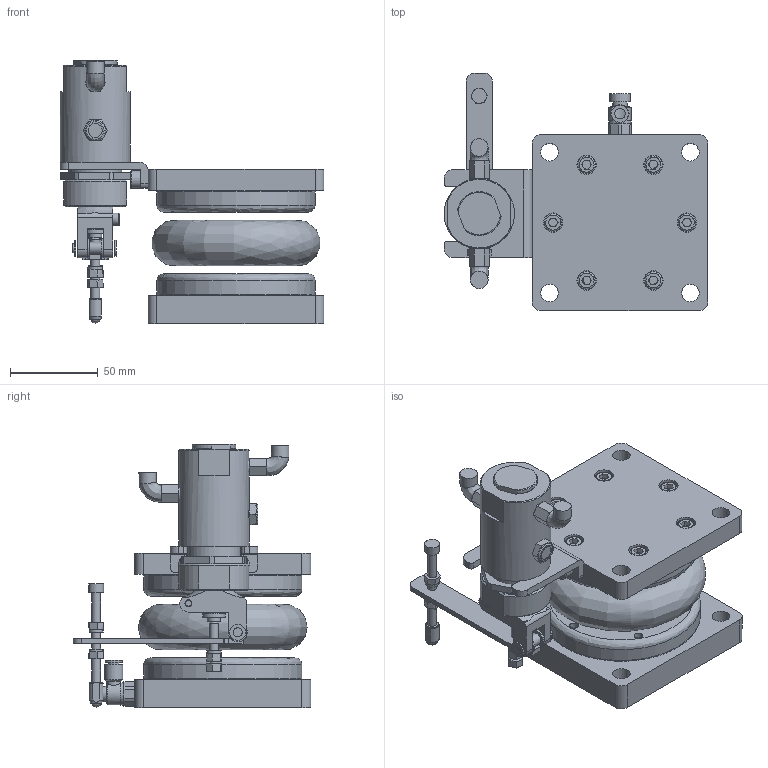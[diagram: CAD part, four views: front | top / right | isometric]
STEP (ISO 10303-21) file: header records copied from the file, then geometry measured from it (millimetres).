
FILE_DESCRIPTION (( 'STEP AP203' ), '1' );
FILE_NAME ('516455.STEP', '2025-01-03T04:03:41', ( 'Windows User' ), ( 'P R C' ), 'SwSTEP 2.0', 'SolidWorks 2020', '' );
FILE_SCHEMA (( 'CONFIG_CONTROL_DESIGN' ));
Length unit declared in the file: millimetre
Products named in the file (1): 516455
Bounding box: 150 x 135 x 150 mm (x, y, z)
Surface area: 119685.3 mm2 (no closed solid volume)
Topology: 0 solids, 57 shells, 493 faces, 1360 edges, 943 vertices
Faces by surface type: plane 299, cylinder 121, cone 43, bspline 29, torus 1
Full cylindrical faces by diameter (mm): 4 x1, 5 x18, 6 x1, 7 x2, 7.5 x1, 8 x4, 8.1 x1, 8.45 x1, 8.5 x1, 9 x2, 9.7 x1, 10 x12, 10.4 x1, 11 x14, 11.5 x2, 12 x1, 12.6 x1, 12.7 x1, 13 x2, 30 x1, 40 x1, 90 x2
Entity records: 23309 total; most frequent: CARTESIAN_POINT 11800, ORIENTED_EDGE 2179, DIRECTION 2115, EDGE_CURVE 1231, VERTEX_POINT 917, AXIS2_PLACEMENT_3D 773, EDGE_LOOP 714, FACE_OUTER_BOUND 590
